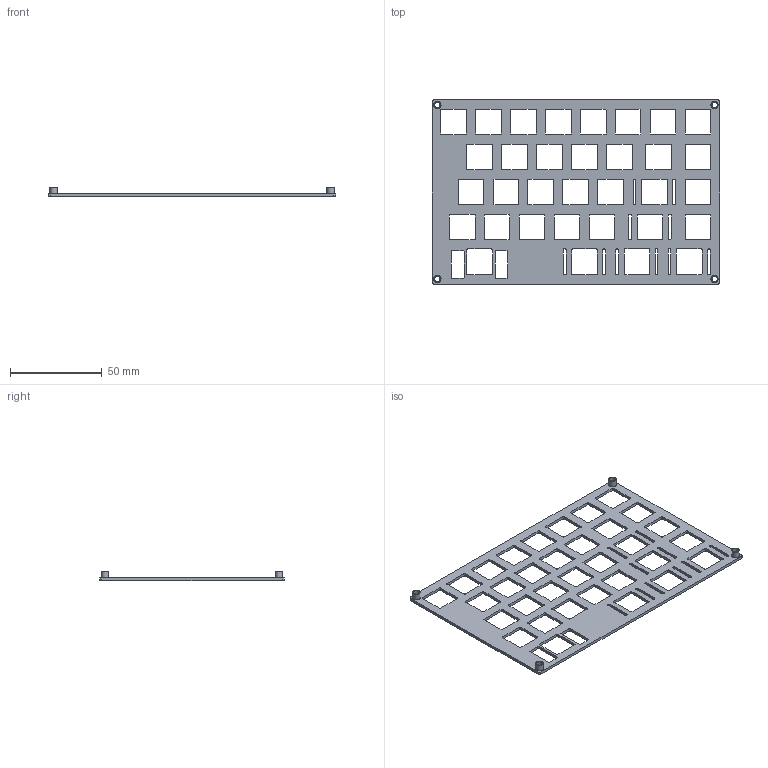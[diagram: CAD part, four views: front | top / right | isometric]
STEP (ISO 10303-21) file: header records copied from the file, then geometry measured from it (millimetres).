
FILE_DESCRIPTION(/* description */ ('','CAx-IF Rec.Pracs.---Representation and Presentation of Product Manufacturing Information (PMI)---4.0---2014-10-13'),/* implementation_level */ '2;1');
FILE_NAME(/* name */ 'case_top_left v2.step',/* time_stamp */ '2025-03-10T07:48:37-05:00',/* author */ (''),/* organization */ (''),/* preprocessor_version */ 'ST-DEVELOPER v20',/* originating_system */ 'Autodesk Translation Framework v13.20.0.188',/* authorisation */ '');
FILE_SCHEMA (('AP242_MANAGED_MODEL_BASED_3D_ENGINEERING_MIM_LF { 1 0 10303 442 1 1 4 }'));
Length unit declared in the file: millimetre
Products named in the file (2): case_top_left; Component1
Assembly tree (1 placements, depth 2):
  case_top_left
    Component1
Bounding box: 156.8 x 100.5 x 5.1 mm (x, y, z)
Volume: 14238.5 mm3; surface area: 22466.5 mm2
Topology: 5 solids, 5 shells, 392 faces, 1146 edges, 764 vertices
Faces by surface type: plane 196, cylinder 196
Full cylindrical faces by diameter (mm): 3 x8, 4 x4
Entity records: 13363 total; most frequent: DIRECTION 2328, CARTESIAN_POINT 2305, ORIENTED_EDGE 2292, EDGE_CURVE 1146, AXIS2_PLACEMENT_3D 787, VERTEX_POINT 764, LINE 754, VECTOR 754
